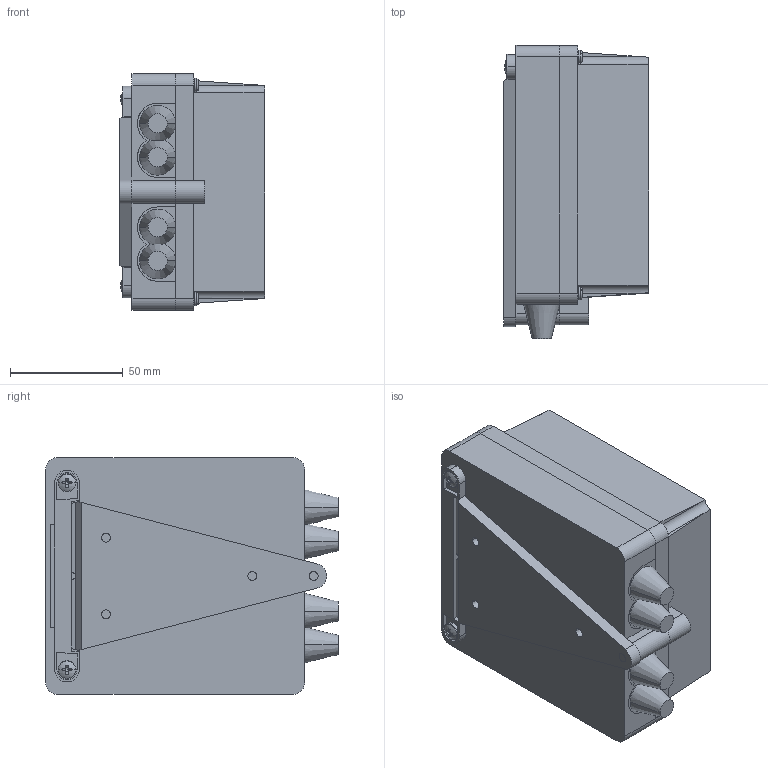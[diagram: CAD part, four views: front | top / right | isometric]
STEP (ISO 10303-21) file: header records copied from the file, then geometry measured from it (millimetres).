
FILE_DESCRIPTION (( 'STEP AP214' ), '1' );
FILE_NAME ('3D Ìîäåëü 2ÒÐÌ1-Í.Ó.ÕÕ.STEP', '2015-08-10T06:20:36', ( 'adm' ), ( 'owen' ), 'SwSTEP 2.0', 'SolidWorks 2011', '' );
FILE_SCHEMA (( 'AUTOMOTIVE_DESIGN' ));
Length unit declared in the file: millimetre
Products named in the file (10): 2TRM1_005F02M; slotted pan head screw_iso_ISO 1580 - M4 x 35 --- 35N; 妈眚 󊅛5 梦岩17473-78_ISO 7045 - M4 x 10 - Z --- 10N; Âèíò Ì4õ20; Çàãëóøêè_2êîí; ﾊ煇鳫; Ïëàíêà_çàäíÿÿ; Êîðïóñ 2ÒÐÌ1-Í âåðõ; Êîðïóñ 2ÒÐÌ1-Í íèç; 3D Ìîäåëü 2ÒÐÌ1-Í.Ó.ÕÕ
Assembly tree (14 placements, depth 2):
  3D Ìîäåëü 2ÒÐÌ1-Í.Ó.ÕÕ
    Çàãëóøêè_2êîí  x2
    Âèíò Ì4õ20  x4
    slotted pan head screw_iso_ISO 1580 - M4 x 35 --- 35N
    Êîðïóñ 2ÒÐÌ1-Í âåðõ
    2TRM1_005F02M
    妈眚 󊅛5 梦岩17473-78_ISO 7045 - M4 x 10 - Z --- 10N  x2
    Ïëàíêà_çàäíÿÿ
    ﾊ煇鳫
    Êîðïóñ 2ÒÐÌ1-Í íèç
Bounding box: 64.5 x 130 x 105 mm (x, y, z)
Volume: 151507.8 mm3; surface area: 131066.1 mm2
Topology: 14 solids, 14 shells, 1623 faces, 4236 edges, 2806 vertices
Faces by surface type: plane 1131, bspline 307, cylinder 133, cone 30, torus 18, sphere 4
Entity records: 60610 total; most frequent: CARTESIAN_POINT 12141, ORIENTED_EDGE 7816, DIRECTION 5989, EDGE_CURVE 3908, VECTOR 2939, LINE 2939, VERTEX_POINT 2599, EDGE_LOOP 1681
